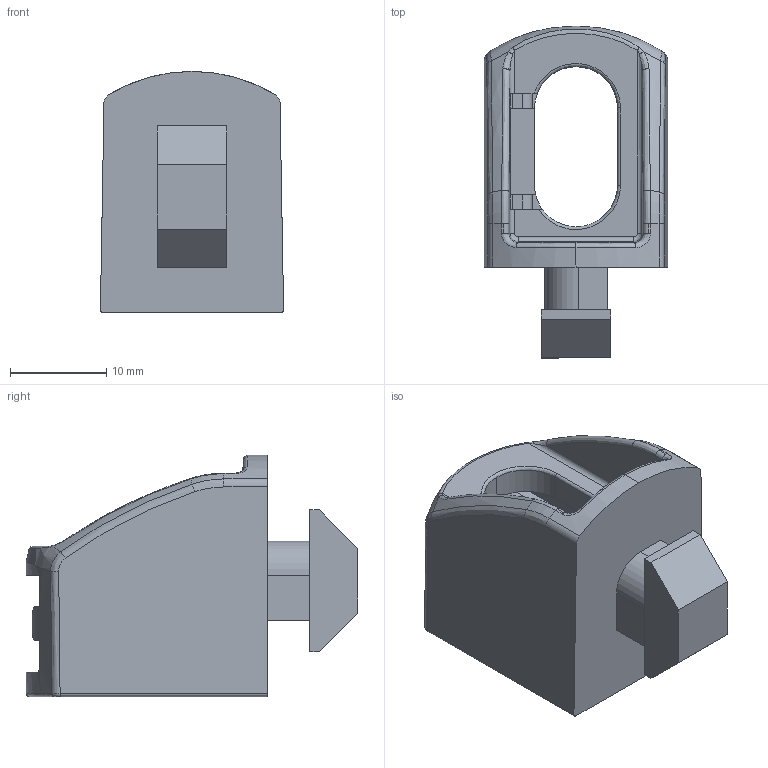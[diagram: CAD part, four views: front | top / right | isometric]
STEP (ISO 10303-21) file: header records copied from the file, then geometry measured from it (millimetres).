
FILE_DESCRIPTION(('STEP AP214'),'1');
FILE_NAME('fath_quni22n10m.stp','2018-07-26T16:42:00',('TraceParts'),('TraceParts S.A.'),'Spatial InterOp 3D',' ',' ');
FILE_SCHEMA(('automotive_design'));
Length unit declared in the file: millimetre
Products named in the file (1): fath_quni22n10m
Bounding box: 18.99 x 34.4 x 25 mm (x, y, z)
Volume: 5034.8 mm3; surface area: 4116 mm2
Topology: 1 solids, 1 shells, 130 faces, 337 edges, 211 vertices
Faces by surface type: plane 49, cylinder 44, bspline 35, cone 2
Entity records: 6016 total; most frequent: CARTESIAN_POINT 1967, ORIENTED_EDGE 674, DIRECTION 567, EDGE_CURVE 337, VERTEX_POINT 211, AXIS2_PLACEMENT_3D 201, LINE 165, VECTOR 165
